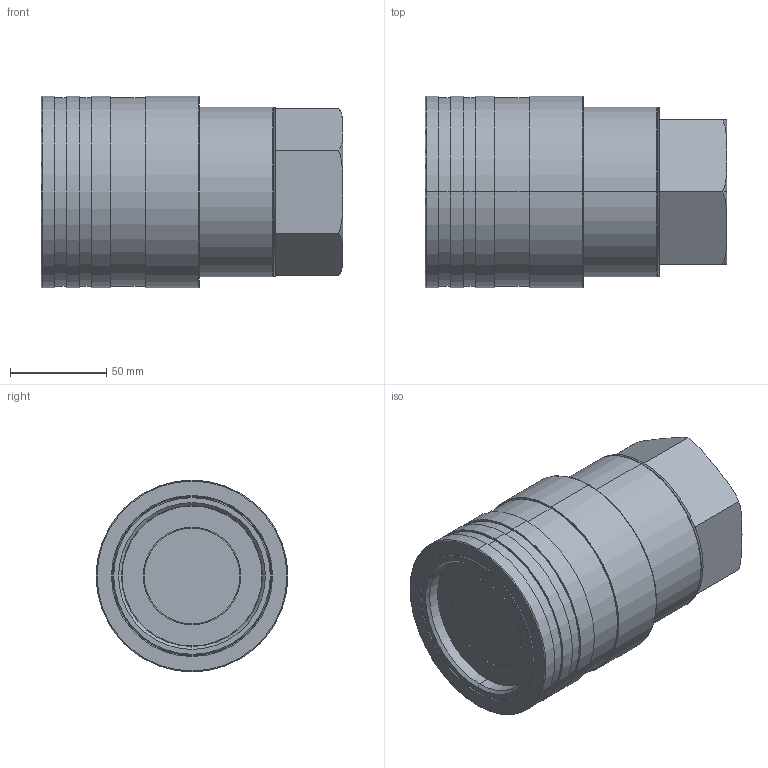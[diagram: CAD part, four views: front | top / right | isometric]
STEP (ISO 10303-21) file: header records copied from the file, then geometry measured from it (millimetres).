
FILE_DESCRIPTION (( 'STEP AP214' ), '1' );
FILE_NAME ('BF50.1108_IC_JV.STEP', '2016-10-13T09:18:15', ( '' ), ( '' ), 'SwSTEP 2.0', 'SolidWorks 2016', '' );
FILE_SCHEMA (( 'AUTOMOTIVE_DESIGN' ));
Length unit declared in the file: millimetre
Products named in the file (1): BF50.1108_IC_JV
Bounding box: 156.5 x 99.5 x 99.5 mm (x, y, z)
Volume: 903388.7 mm3; surface area: 73786.7 mm2
Topology: 1 solids, 1 shells, 83 faces, 168 edges, 106 vertices
Faces by surface type: cylinder 30, plane 27, torus 14, cone 12
Entity records: 2382 total; most frequent: CARTESIAN_POINT 512, DIRECTION 438, ORIENTED_EDGE 336, AXIS2_PLACEMENT_3D 192, EDGE_CURVE 168, CIRCLE 108, VERTEX_POINT 106, EDGE_LOOP 102
